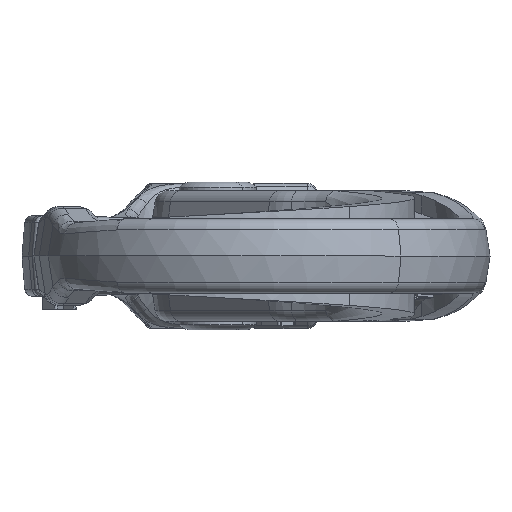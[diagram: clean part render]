
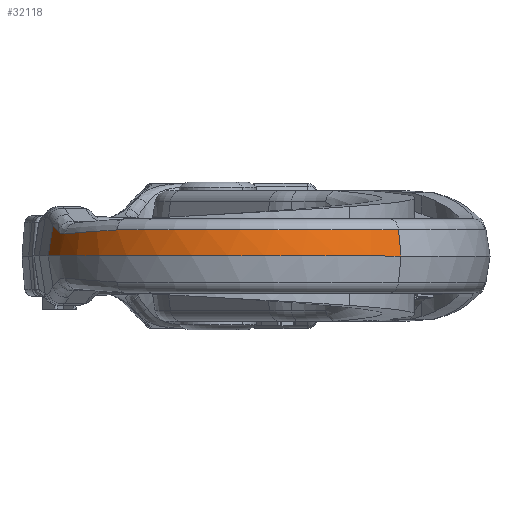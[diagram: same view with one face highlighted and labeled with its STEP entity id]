
A CAD part, front view. The second image highlights one B-rep face of the part: STEP entity #32118.
In plain terms, the highlighted conical face has half-angle 9 degrees and reference radius 44.634 mm.
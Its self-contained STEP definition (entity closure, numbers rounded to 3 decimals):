
#20935=CARTESIAN_POINT('',(41.418,6.452,
-5.05));
#20936=CARTESIAN_POINT('',(41.261,6.813,
-5.163));
#20937=CARTESIAN_POINT('',(40.938,7.531,
-5.385));
#20938=CARTESIAN_POINT('',(40.426,8.593,
-5.712));
#20939=CARTESIAN_POINT('',(39.889,9.64,
-6.032));
#20940=CARTESIAN_POINT('',(39.513,10.327,
-6.24));
#20941=CARTESIAN_POINT('',(39.321,10.668,
-6.344));
#20943=CARTESIAN_POINT('',(42.755,2.655,
-4.566));
#20944=CARTESIAN_POINT('',(42.717,2.792,
-4.56));
#20945=CARTESIAN_POINT('',(42.64,3.067,
-4.551));
#20946=CARTESIAN_POINT('',(42.516,3.483,
-4.555));
#20947=CARTESIAN_POINT('',(42.383,3.903,
-4.574));
#20948=CARTESIAN_POINT('',(42.243,4.326,
-4.61));
#20949=CARTESIAN_POINT('',(42.094,4.751,
-4.663));
#20950=CARTESIAN_POINT('',(41.936,5.178,
-4.733));
#20951=CARTESIAN_POINT('',(41.772,5.604,
-4.821));
#20952=CARTESIAN_POINT('',(41.599,6.029,
-4.925));
#20953=CARTESIAN_POINT('',(41.479,6.311,
-5.007));
#20954=CARTESIAN_POINT('',(41.418,6.452,
-5.05));
#20956=CARTESIAN_POINT('',(43.863,-15.437,
-5.398));
#20957=CARTESIAN_POINT('',(43.925,-15.008,
-5.379));
#20958=CARTESIAN_POINT('',(44.038,-14.147,
-5.341));
#20959=CARTESIAN_POINT('',(44.168,-12.85,
-5.284));
#20960=CARTESIAN_POINT('',(44.261,-11.551,
-5.226));
#20961=CARTESIAN_POINT('',(44.315,-10.249,
-5.168));
#20962=CARTESIAN_POINT('',(44.331,-8.945,
-5.11));
#20963=CARTESIAN_POINT('',(44.309,-7.642,
-5.051));
#20964=CARTESIAN_POINT('',(44.248,-6.339,
-4.992));
#20965=CARTESIAN_POINT('',(44.15,-5.039,
-4.932));
#20966=CARTESIAN_POINT('',(44.013,-3.742,
-4.872));
#20967=CARTESIAN_POINT('',(43.838,-2.449,
-4.812));
#20968=CARTESIAN_POINT('',(43.625,-1.162,
-4.751));
#20969=CARTESIAN_POINT('',(43.374,0.119,
-4.69));
#20970=CARTESIAN_POINT('',(43.086,1.393,
-4.628));
#20971=CARTESIAN_POINT('',(42.869,2.235,
-4.587));
#20972=CARTESIAN_POINT('',(42.755,2.655,
-4.566));
#20974=CARTESIAN_POINT('',(0.,-9.367,-5.398));
#20975=DIRECTION('',(0.,0.,-1.));
#20976=DIRECTION('',(0.991,-0.137,0.));
#20977=AXIS2_PLACEMENT_3D('',#20974,#20975,#20976);
#20979=DIRECTION('',(0.,0.156,-0.988));
#20980=VECTOR('',#20979,5.466);
#20981=CARTESIAN_POINT('',(0.,-54.503,0.));
#20982=LINE('',#20981,#20980);
#20983=CARTESIAN_POINT('',(0.,-9.367,0.));
#20984=DIRECTION('',(0.,0.,1.));
#20985=DIRECTION('',(0.,-1.,0.));
#20986=AXIS2_PLACEMENT_3D('',#20983,#20984,#20985);
#21533=DIRECTION('',(-0.139,-0.071,-0.988));
#21534=VECTOR('',#21533,6.423);
#21535=CARTESIAN_POINT('',(40.216,11.124,0.));
#21536=LINE('',#21535,#21534);
#22558=CARTESIAN_POINT('',(0.,-54.503,0.));
#22560=VERTEX_POINT('',#22558);
#22561=CARTESIAN_POINT('',(40.216,11.124,
0.));
#22562=VERTEX_POINT('',#22561);
#23689=CARTESIAN_POINT('',(43.863,-15.437,
-5.398));
#23690=CARTESIAN_POINT('',(0.,-53.648,
-5.398));
#23691=VERTEX_POINT('',#23689);
#23692=VERTEX_POINT('',#23690);
#23713=CARTESIAN_POINT('',(39.321,10.668,
-6.344));
#23714=VERTEX_POINT('',#23713);
#23716=VERTEX_POINT('',#20935);
#23718=VERTEX_POINT('',#20943);
#32099=CARTESIAN_POINT('',(0.,-9.367,-3.172));
#32100=DIRECTION('',(0.,0.,1.));
#32101=DIRECTION('',(1.,0.,0.));
#32102=AXIS2_PLACEMENT_3D('',#32099,#32100,#32101);
#32103=CONICAL_SURFACE('',#32102,44.634,9.);
#32105=ORIENTED_EDGE('',*,*,#32104,.T.);
#32107=ORIENTED_EDGE('',*,*,#32106,.T.);
#32109=ORIENTED_EDGE('',*,*,#32108,.F.);
#32111=ORIENTED_EDGE('',*,*,#32110,.F.);
#32113=ORIENTED_EDGE('',*,*,#32112,.F.);
#32114=ORIENTED_EDGE('',*,*,#31558,.T.);
#32115=ORIENTED_EDGE('',*,*,#25070,.F.);
#32116=EDGE_LOOP('',(#32105,#32107,#32109,#32111,#32113,#32114,#32115));
#32117=FACE_OUTER_BOUND('',#32116,.F.);
#32118=ADVANCED_FACE('',(#32117),#32103,.T.);
#20942=B_SPLINE_CURVE_WITH_KNOTS('',3,(#20935,#20936,#20937,#20938,#20939,
#20940,#20941),.UNSPECIFIED.,.F.,.F.,(4,1,1,1,4),(0.,0.25,0.5,0.75,
1.),.UNSPECIFIED.);
#20955=B_SPLINE_CURVE_WITH_KNOTS('',3,(#20943,#20944,#20945,#20946,#20947,
#20948,#20949,#20950,#20951,#20952,#20953,#20954),.UNSPECIFIED.,.F.,.F.,(4,1,1,
1,1,1,1,1,1,4),(0.,0.111,0.222,0.333,
0.444,0.556,0.667,0.778,
0.889,1.),.UNSPECIFIED.);
#20973=B_SPLINE_CURVE_WITH_KNOTS('',3,(#20956,#20957,#20958,#20959,#20960,
#20961,#20962,#20963,#20964,#20965,#20966,#20967,#20968,#20969,#20970,#20971,
#20972),.UNSPECIFIED.,.F.,.F.,(4,1,1,1,1,1,1,1,1,1,1,1,1,1,4),(0.,
0.071,0.143,0.214,0.286,
0.357,0.429,0.5,0.571,0.643,
0.714,0.786,0.857,0.929,1.),
.UNSPECIFIED.);
#20978=CIRCLE('',#20977,44.281);
#20987=CIRCLE('',#20986,45.136);
#25070=EDGE_CURVE('',#22560,#23692,#20982,.T.);
#31558=EDGE_CURVE('',#23691,#23692,#20978,.T.);
#32104=EDGE_CURVE('',#22560,#22562,#20987,.T.);
#32106=EDGE_CURVE('',#22562,#23714,#21536,.T.);
#32108=EDGE_CURVE('',#23716,#23714,#20942,.T.);
#32110=EDGE_CURVE('',#23718,#23716,#20955,.T.);
#32112=EDGE_CURVE('',#23691,#23718,#20973,.T.);
